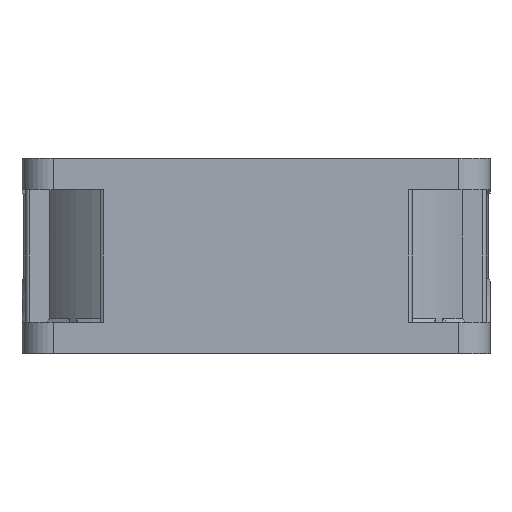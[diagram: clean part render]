
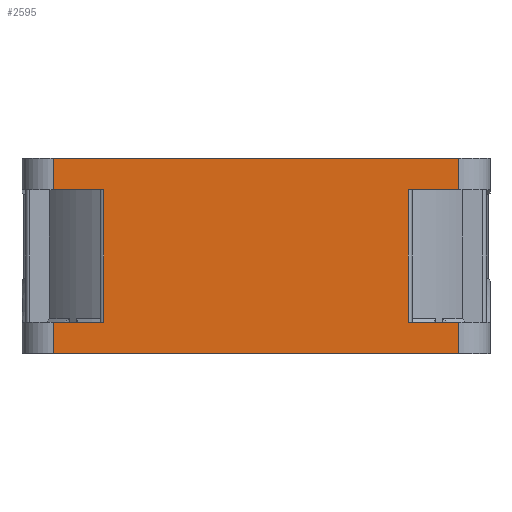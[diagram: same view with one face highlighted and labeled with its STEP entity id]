
A CAD part, front view. The second image highlights one B-rep face of the part: STEP entity #2595.
In plain terms, the highlighted planar face has unit normal (0, -1, 0).
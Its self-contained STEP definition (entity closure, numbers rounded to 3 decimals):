
#40=DIRECTION('',(1.,0.,0.));
#41=VECTOR('',#40,6.5);
#42=CARTESIAN_POINT('',(19.5,-30.,21.));
#43=LINE('',#42,#41);
#89=DIRECTION('',(-1.,0.,0.));
#90=VECTOR('',#89,6.5);
#91=CARTESIAN_POINT('',(26.,-30.,4.));
#92=LINE('',#91,#90);
#148=DIRECTION('',(0.,0.,1.));
#149=VECTOR('',#148,4.);
#150=CARTESIAN_POINT('',(-26.,-30.,21.));
#151=LINE('',#150,#149);
#152=DIRECTION('',(1.,0.,0.));
#153=VECTOR('',#152,52.);
#154=CARTESIAN_POINT('',(-26.,-30.,25.));
#155=LINE('',#154,#153);
#156=DIRECTION('',(-1.,0.,0.));
#157=VECTOR('',#156,52.);
#158=CARTESIAN_POINT('',(26.,-30.,0.));
#159=LINE('',#158,#157);
#160=DIRECTION('',(0.,0.,1.));
#161=VECTOR('',#160,4.);
#162=CARTESIAN_POINT('',(-26.,-30.,0.));
#163=LINE('',#162,#161);
#164=DIRECTION('',(0.,0.,-1.));
#165=VECTOR('',#164,17.);
#166=CARTESIAN_POINT('',(-19.5,-30.,21.));
#167=LINE('',#166,#165);
#209=DIRECTION('',(-1.,0.,0.));
#210=VECTOR('',#209,6.5);
#211=CARTESIAN_POINT('',(-19.5,-30.,4.));
#212=LINE('',#211,#210);
#327=DIRECTION('',(1.,0.,0.));
#328=VECTOR('',#327,6.5);
#329=CARTESIAN_POINT('',(-26.,-30.,21.));
#330=LINE('',#329,#328);
#677=DIRECTION('',(0.,0.,1.));
#678=VECTOR('',#677,4.);
#679=CARTESIAN_POINT('',(26.,-30.,21.));
#680=LINE('',#679,#678);
#1420=DIRECTION('',(0.,0.,1.));
#1421=VECTOR('',#1420,4.);
#1422=CARTESIAN_POINT('',(26.,-30.,0.));
#1423=LINE('',#1422,#1421);
#1859=DIRECTION('',(0.,0.,1.));
#1860=VECTOR('',#1859,17.);
#1861=CARTESIAN_POINT('',(19.5,-30.,4.));
#1862=LINE('',#1861,#1860);
#1886=CARTESIAN_POINT('',(-26.,-30.,0.));
#1888=VERTEX_POINT('',#1886);
#1889=CARTESIAN_POINT('',(26.,-30.,0.));
#1891=VERTEX_POINT('',#1889);
#1914=CARTESIAN_POINT('',(26.,-30.,25.));
#1916=VERTEX_POINT('',#1914);
#1917=CARTESIAN_POINT('',(-26.,-30.,25.));
#1919=VERTEX_POINT('',#1917);
#1975=CARTESIAN_POINT('',(-26.,-30.,21.));
#1976=CARTESIAN_POINT('',(-19.5,-30.,21.));
#1977=VERTEX_POINT('',#1975);
#1978=VERTEX_POINT('',#1976);
#1987=CARTESIAN_POINT('',(19.5,-30.,21.));
#1988=CARTESIAN_POINT('',(26.,-30.,21.));
#1989=VERTEX_POINT('',#1987);
#1990=VERTEX_POINT('',#1988);
#2073=CARTESIAN_POINT('',(-19.5,-30.,4.));
#2074=CARTESIAN_POINT('',(-26.,-30.,4.));
#2075=VERTEX_POINT('',#2073);
#2076=VERTEX_POINT('',#2074);
#2081=CARTESIAN_POINT('',(26.,-30.,4.));
#2082=CARTESIAN_POINT('',(19.5,-30.,4.));
#2083=VERTEX_POINT('',#2081);
#2084=VERTEX_POINT('',#2082);
#2566=CARTESIAN_POINT('',(0.,-30.,12.5));
#2567=DIRECTION('',(0.,1.,0.));
#2568=DIRECTION('',(1.,0.,0.));
#2569=AXIS2_PLACEMENT_3D('',#2566,#2567,#2568);
#2570=PLANE('',#2569);
#2572=ORIENTED_EDGE('',*,*,#2571,.F.);
#2574=ORIENTED_EDGE('',*,*,#2573,.F.);
#2576=ORIENTED_EDGE('',*,*,#2575,.T.);
#2578=ORIENTED_EDGE('',*,*,#2577,.T.);
#2580=ORIENTED_EDGE('',*,*,#2579,.F.);
#2581=ORIENTED_EDGE('',*,*,#2495,.F.);
#2583=ORIENTED_EDGE('',*,*,#2582,.F.);
#2584=ORIENTED_EDGE('',*,*,#2538,.F.);
#2586=ORIENTED_EDGE('',*,*,#2585,.F.);
#2588=ORIENTED_EDGE('',*,*,#2587,.T.);
#2590=ORIENTED_EDGE('',*,*,#2589,.T.);
#2592=ORIENTED_EDGE('',*,*,#2591,.F.);
#2593=EDGE_LOOP('',(#2572,#2574,#2576,#2578,#2580,#2581,#2583,#2584,#2586,#2588,
#2590,#2592));
#2594=FACE_OUTER_BOUND('',#2593,.F.);
#2595=ADVANCED_FACE('',(#2594),#2570,.F.);
#2495=EDGE_CURVE('',#1989,#1990,#43,.T.);
#2538=EDGE_CURVE('',#2083,#2084,#92,.T.);
#2571=EDGE_CURVE('',#1978,#2075,#167,.T.);
#2573=EDGE_CURVE('',#1977,#1978,#330,.T.);
#2575=EDGE_CURVE('',#1977,#1919,#151,.T.);
#2577=EDGE_CURVE('',#1919,#1916,#155,.T.);
#2579=EDGE_CURVE('',#1990,#1916,#680,.T.);
#2582=EDGE_CURVE('',#2084,#1989,#1862,.T.);
#2585=EDGE_CURVE('',#1891,#2083,#1423,.T.);
#2587=EDGE_CURVE('',#1891,#1888,#159,.T.);
#2589=EDGE_CURVE('',#1888,#2076,#163,.T.);
#2591=EDGE_CURVE('',#2075,#2076,#212,.T.);
